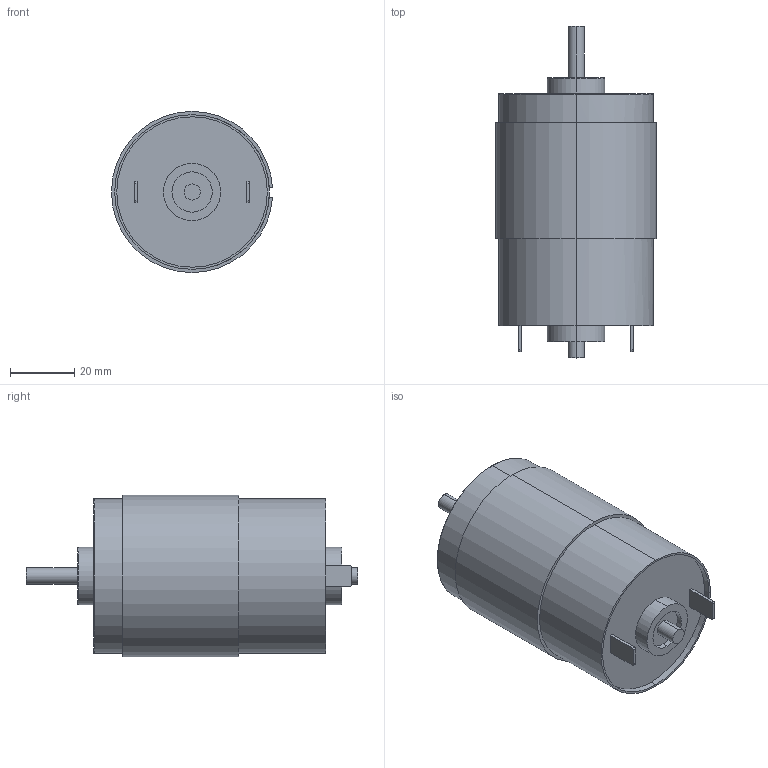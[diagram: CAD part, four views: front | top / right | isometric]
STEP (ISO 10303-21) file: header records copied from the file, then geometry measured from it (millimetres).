
FILE_DESCRIPTION (( 'STEP AP214' ), '1' );
FILE_NAME ('895.STEP', '2023-09-19T09:04:58', ( '' ), ( '' ), 'SwSTEP 2.0', 'SolidWorks 2021', '' );
FILE_SCHEMA (( 'AUTOMOTIVE_DESIGN' ));
Length unit declared in the file: millimetre
Products named in the file (1): 895
Bounding box: 49.96 x 103 x 50 mm (x, y, z)
Volume: 134679.7 mm3; surface area: 17483.1 mm2
Topology: 2 solids, 2 shells, 75 faces, 161 edges, 102 vertices
Faces by surface type: plane 34, cylinder 33, torus 8
Entity records: 2098 total; most frequent: DIRECTION 401, CARTESIAN_POINT 339, ORIENTED_EDGE 322, AXIS2_PLACEMENT_3D 164, EDGE_CURVE 161, VERTEX_POINT 102, CIRCLE 88, EDGE_LOOP 87
